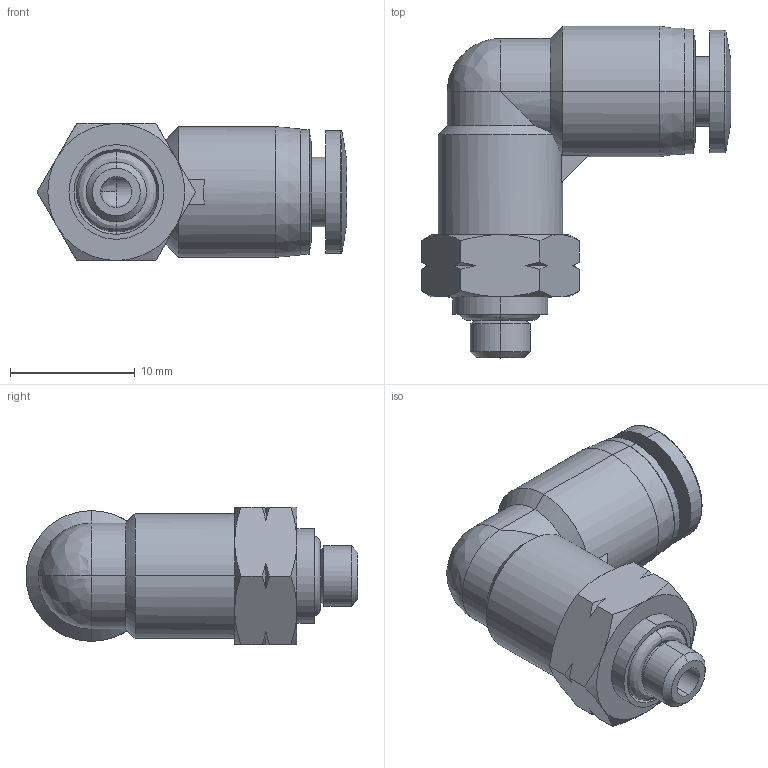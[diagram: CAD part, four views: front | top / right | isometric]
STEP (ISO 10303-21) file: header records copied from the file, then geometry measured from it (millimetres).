
FILE_DESCRIPTION (( 'STEP AP214' ), '1' );
FILE_NAME ('ME532-10N.step', '2016-02-24T20:41:38', ( '' ), ( '' ), 'SwSTEP 2.0', 'SolidWorks 2015', '' );
FILE_SCHEMA (( 'AUTOMOTIVE_DESIGN' ));
Length unit declared in the file: inch
Products named in the file (1): ME532-10N
Bounding box: 24.85 x 26.65 x 11 mm (x, y, z)
Volume: 2473.3 mm3; surface area: 1923.6 mm2
Topology: 2 solids, 2 shells, 105 faces, 239 edges, 139 vertices
Faces by surface type: cone 44, cylinder 29, plane 18, bspline 14
Entity records: 3170 total; most frequent: CARTESIAN_POINT 882, ORIENTED_EDGE 470, DIRECTION 467, EDGE_CURVE 235, AXIS2_PLACEMENT_3D 202, VERTEX_POINT 139, EDGE_LOOP 114, CIRCLE 110
